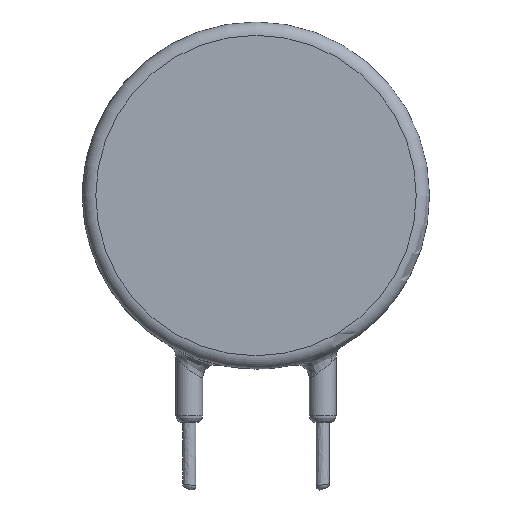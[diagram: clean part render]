
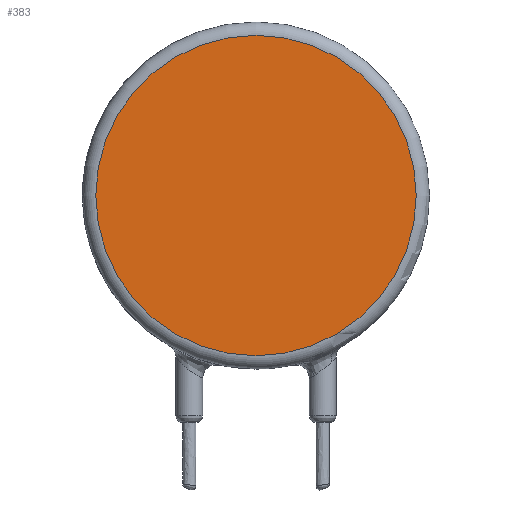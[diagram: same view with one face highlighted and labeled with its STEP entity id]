
A CAD part, left-side view. The second image highlights one B-rep face of the part: STEP entity #383.
In plain terms, the highlighted planar face has unit normal (-1, 0, 0).
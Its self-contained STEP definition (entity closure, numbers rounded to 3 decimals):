
#20=PLANE('',#442);
#66=FACE_OUTER_BOUND('',#91,.T.);
#91=EDGE_LOOP('',(#338));
#126=CIRCLE('',#411,12.);
#157=VERTEX_POINT('',#724);
#197=EDGE_CURVE('',#157,#157,#126,.T.);
#338=ORIENTED_EDGE('',*,*,#197,.F.);
#383=ADVANCED_FACE('',(#66),#20,.F.);
#411=AXIS2_PLACEMENT_3D('',#725,#457,#458);
#442=AXIS2_PLACEMENT_3D('',#1180,#524,#525);
#457=DIRECTION('center_axis',(1.,0.,0.));
#458=DIRECTION('ref_axis',(0.,1.,0.));
#524=DIRECTION('center_axis',(1.,0.,0.));
#525=DIRECTION('ref_axis',(0.,1.,0.));
#724=CARTESIAN_POINT('',(-5.,0.,5.));
#725=CARTESIAN_POINT('Origin',(-5.,0.,17.));
#1180=CARTESIAN_POINT('Origin',(-5.,0.,17.));
